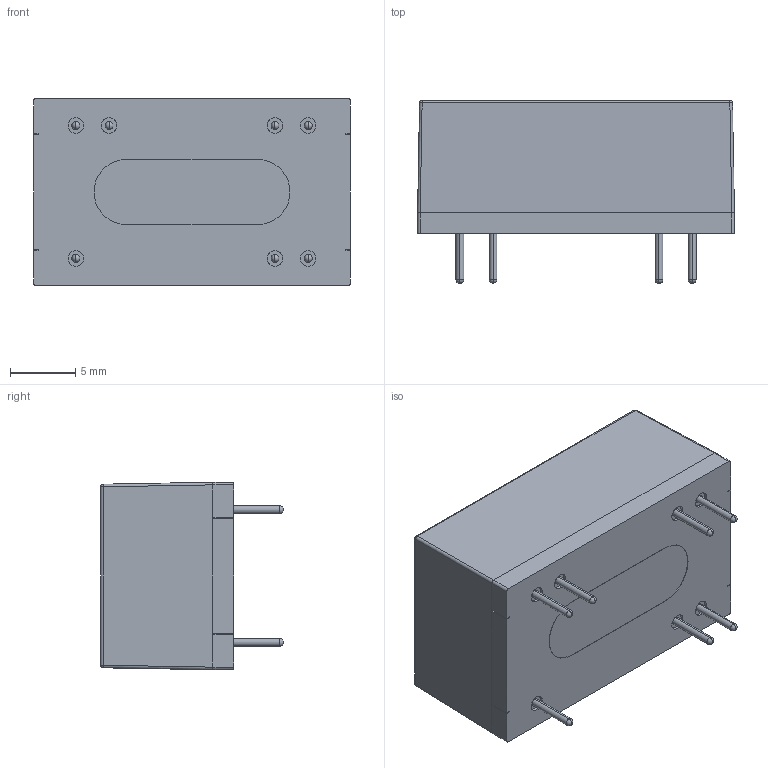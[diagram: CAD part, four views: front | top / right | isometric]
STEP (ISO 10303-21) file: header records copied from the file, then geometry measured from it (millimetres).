
FILE_DESCRIPTION (( 'STEP AP214' ), '1' );
FILE_NAME ('REM2A-053.3S.STEP', '2024-09-24T08:56:01', ( '' ), ( '' ), 'SwSTEP 2.0', 'SolidWorks 2021', '' );
FILE_SCHEMA (( 'AUTOMOTIVE_DESIGN' ));
Length unit declared in the file: millimetre
Products named in the file (3): REM2(4)A_(THT)_3D-file_V1.0_Standard^REM2(4)A_3D-file_V1.0(2)_REM2(4)A_3D-file_V1.0; REM2A-053.3S; REM2(4)A_3D-file_V1.0(2)^REM2(4)A_3D-file_V1.0
Assembly tree (2 placements, depth 3):
  REM2A-053.3S
    REM2(4)A_3D-file_V1.0(2)^REM2(4)A_3D-file_V1.0
      REM2(4)A_(THT)_3D-file_V1.0_Standard^REM2(4)A_3D-file_V1.0(2)_REM2(4)A_3D-file_V1.0
Bounding box: 24.25 x 14 x 14.35 mm (x, y, z)
Volume: 3258.7 mm3; surface area: 2107.9 mm2
Topology: 1 solids, 11 shells, 182 faces, 431 edges, 262 vertices
Faces by surface type: plane 110, cylinder 40, sphere 18, cone 14
Entity records: 5322 total; most frequent: DIRECTION 878, CARTESIAN_POINT 855, ORIENTED_EDGE 798, EDGE_CURVE 399, AXIS2_PLACEMENT_3D 295, LINE 288, VECTOR 288, VERTEX_POINT 248
